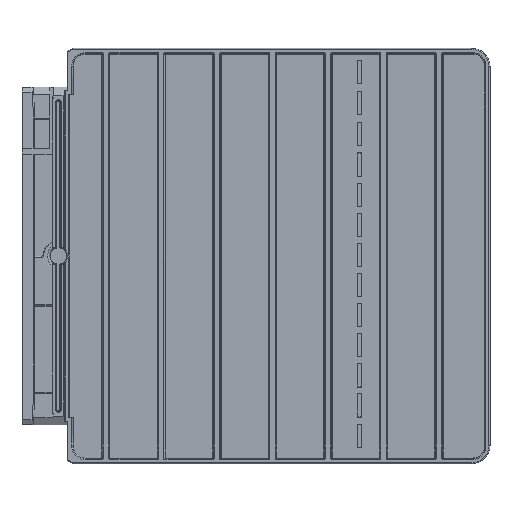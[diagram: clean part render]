
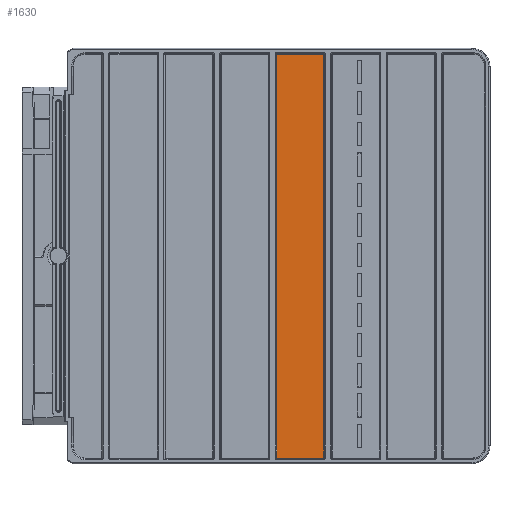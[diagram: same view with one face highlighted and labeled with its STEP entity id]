
A CAD part, front view. The second image highlights one B-rep face of the part: STEP entity #1630.
In plain terms, the highlighted planar face has unit normal (0, -1, 0).
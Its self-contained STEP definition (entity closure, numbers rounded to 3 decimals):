
#975=PLANE('',#13977);
#1630=ADVANCED_FACE('',(#2567),#975,.F.);
#2567=FACE_OUTER_BOUND('',#3351,.T.);
#3351=EDGE_LOOP('',(#8603,#8604,#8605,#8606));
#3508=LINE('',#18000,#4617);
#3523=LINE('',#18097,#4632);
#4503=LINE('',#23541,#5628);
#4504=LINE('',#23543,#5629);
#4617=VECTOR('',#14238,1.);
#4632=VECTOR('',#14321,1.);
#5628=VECTOR('',#17317,1.);
#5629=VECTOR('',#17320,1.);
#8603=ORIENTED_EDGE('',*,*,#10461,.T.);
#8604=ORIENTED_EDGE('',*,*,#10499,.T.);
#8605=ORIENTED_EDGE('',*,*,#12125,.T.);
#8606=ORIENTED_EDGE('',*,*,#12124,.T.);
#9267=VERTEX_POINT('',#17994);
#9270=VERTEX_POINT('',#17999);
#9273=VERTEX_POINT('',#18006);
#10336=VERTEX_POINT('',#23533);
#10461=EDGE_CURVE('',#9267,#9270,#3508,.T.);
#10499=EDGE_CURVE('',#9270,#9273,#3523,.T.);
#12124=EDGE_CURVE('',#10336,#9267,#4503,.T.);
#12125=EDGE_CURVE('',#9273,#10336,#4504,.T.);
#13977=AXIS2_PLACEMENT_3D('',#23610,#17420,#17421);
#14238=DIRECTION('',(0.,0.,-1.));
#14321=DIRECTION('',(1.,0.,0.));
#17317=DIRECTION('',(-1.,0.,0.));
#17320=DIRECTION('',(0.,0.,1.));
#17420=DIRECTION('',(0.,1.,0.));
#17421=DIRECTION('',(0.,0.,-1.));
#17994=CARTESIAN_POINT('',(102.493,-0.9,95.125));
#17999=CARTESIAN_POINT('',(102.493,-0.9,-61.924));
#18000=CARTESIAN_POINT('',(102.493,-0.9,1.5));
#18006=CARTESIAN_POINT('',(120.88,-0.9,-61.924));
#18097=CARTESIAN_POINT('',(52.5,-0.9,-61.924));
#23533=CARTESIAN_POINT('',(120.88,-0.9,95.125));
#23541=CARTESIAN_POINT('',(52.5,-0.9,95.125));
#23543=CARTESIAN_POINT('',(120.88,-0.9,1.5));
#23610=CARTESIAN_POINT('',(52.5,-0.9,1.5));
